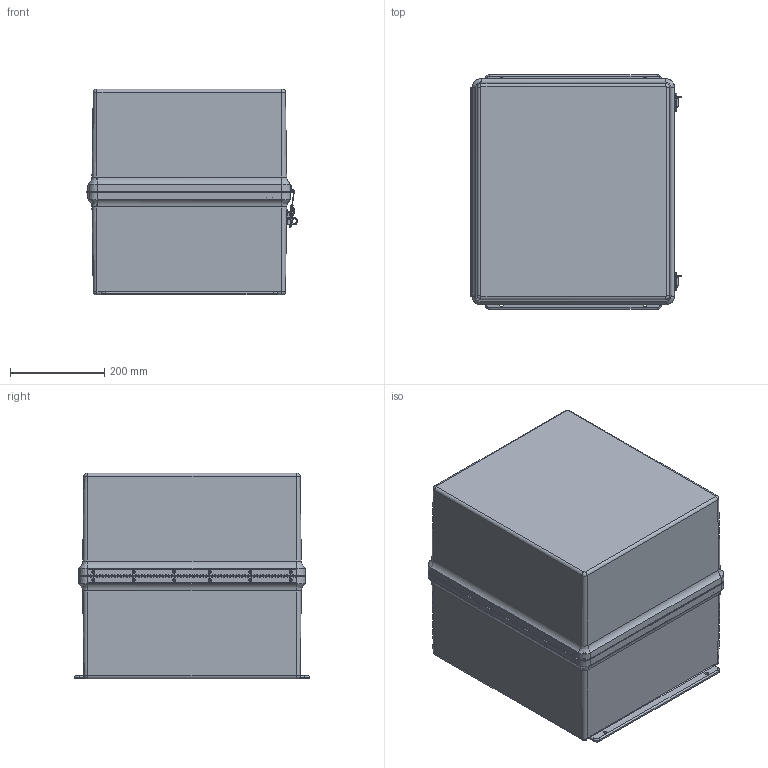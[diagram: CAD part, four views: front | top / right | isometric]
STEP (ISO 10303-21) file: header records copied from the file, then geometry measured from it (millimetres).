
FILE_DESCRIPTION (( 'STEP AP214' ), '1' );
FILE_NAME ('M181617SSH.STEP', '2018-11-07T19:40:32', ( '' ), ( '' ), 'SwSTEP 2.0', 'SolidWorks 2018', '' );
FILE_SCHEMA (( 'AUTOMOTIVE_DESIGN' ));
Length unit declared in the file: inch
Products named in the file (1): M181617SSH
Bounding box: 448.94 x 498.48 x 436.49 mm (x, y, z)
Volume: 5946857.5 mm3; surface area: 2375738.8 mm2
Topology: 62 solids, 62 shells, 1735 faces, 4253 edges, 2708 vertices
Faces by surface type: plane 706, cylinder 673, bspline 260, cone 76, torus 20
Full cylindrical faces by diameter (mm): 2.159 x71, 2.4 x2, 2.7 x4, 3 x2, 3.175 x24, 3.25 x2, 3.302 x4, 3.454 x12, 3.5 x2, 3.556 x28, 3.861 x16, 3.962 x8, 4.2 x4, 4.7 x2, 4.9 x2, 5 x4, 5.3 x2, 5.537 x8, 6.35 x24, 6.858 x8, 9.55 x2, 13.3 x2, 13.5 x2
Entity records: 91922 total; most frequent: CARTESIAN_POINT 29946, ORIENTED_EDGE 7812, DIRECTION 7452, EDGE_CURVE 3906, AXIS2_PLACEMENT_3D 2740, VERTEX_POINT 2652, EDGE_LOOP 2366, FACE_OUTER_BOUND 1982
